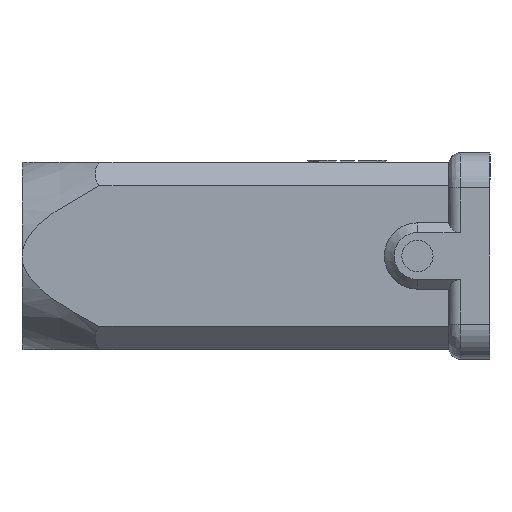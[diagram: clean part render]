
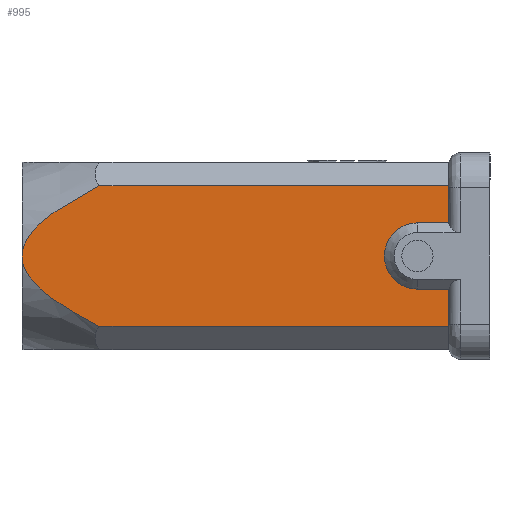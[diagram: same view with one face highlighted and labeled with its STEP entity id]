
A CAD part, left-side view. The second image highlights one B-rep face of the part: STEP entity #995.
In plain terms, the highlighted planar face has unit normal (-1, 0, 0).
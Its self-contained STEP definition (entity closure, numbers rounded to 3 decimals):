
#676=(
BOUNDED_CURVE()
B_SPLINE_CURVE(2,(#6338,#6339,#6340),.UNSPECIFIED.,.F.,.F.)
B_SPLINE_CURVE_WITH_KNOTS((3,3),(0.,1.),.UNSPECIFIED.)
CURVE()
GEOMETRIC_REPRESENTATION_ITEM()
RATIONAL_B_SPLINE_CURVE((1.165,1.165,1.035))
REPRESENTATION_ITEM('')
);
#679=(
BOUNDED_CURVE()
B_SPLINE_CURVE(2,(#6530,#6531,#6532),.UNSPECIFIED.,.F.,.F.)
B_SPLINE_CURVE_WITH_KNOTS((3,3),(0.,1.),.UNSPECIFIED.)
CURVE()
GEOMETRIC_REPRESENTATION_ITEM()
RATIONAL_B_SPLINE_CURVE((1.035,1.165,1.165))
REPRESENTATION_ITEM('')
);
#995=ADVANCED_FACE('',(#1304),#1141,.T.);
#1141=PLANE('',#4448);
#1304=FACE_OUTER_BOUND('',#1526,.T.);
#1526=EDGE_LOOP('',(#2511,#2512,#2513,#2514,#2515,#2516,#2517,#2518,#2519,
#2520));
#1596=CIRCLE('',#4414,4.25);
#1597=CIRCLE('',#4415,4.25);
#2511=ORIENTED_EDGE('',*,*,#3347,.T.);
#2512=ORIENTED_EDGE('',*,*,#3346,.T.);
#2513=ORIENTED_EDGE('',*,*,#3341,.T.);
#2514=ORIENTED_EDGE('',*,*,#3339,.T.);
#2515=ORIENTED_EDGE('',*,*,#3289,.T.);
#2516=ORIENTED_EDGE('',*,*,#3292,.T.);
#2517=ORIENTED_EDGE('',*,*,#3294,.T.);
#2518=ORIENTED_EDGE('',*,*,#3296,.T.);
#2519=ORIENTED_EDGE('',*,*,#3300,.T.);
#2520=ORIENTED_EDGE('',*,*,#3299,.T.);
#2847=VERTEX_POINT('',#6335);
#2848=VERTEX_POINT('',#6341);
#2849=VERTEX_POINT('',#6347);
#2850=VERTEX_POINT('',#6351);
#2851=VERTEX_POINT('',#6356);
#2853=VERTEX_POINT('',#6362);
#2854=VERTEX_POINT('',#6363);
#2875=VERTEX_POINT('',#6533);
#2876=VERTEX_POINT('',#6539);
#2877=VERTEX_POINT('',#6543);
#3289=EDGE_CURVE('',#2847,#2848,#676,.T.);
#3292=EDGE_CURVE('',#2848,#2849,#3669,.T.);
#3294=EDGE_CURVE('',#2849,#2850,#3671,.T.);
#3296=EDGE_CURVE('',#2850,#2851,#3672,.T.);
#3299=EDGE_CURVE('',#2853,#2854,#1596,.T.);
#3300=EDGE_CURVE('',#2851,#2853,#1597,.T.);
#3339=EDGE_CURVE('',#2875,#2847,#679,.T.);
#3341=EDGE_CURVE('',#2876,#2875,#3696,.T.);
#3346=EDGE_CURVE('',#2877,#2876,#3700,.T.);
#3347=EDGE_CURVE('',#2854,#2877,#3701,.T.);
#3669=LINE('',#6348,#4020);
#3671=LINE('',#6352,#4022);
#3672=LINE('',#6355,#4023);
#3696=LINE('',#6538,#4047);
#3700=LINE('',#6548,#4051);
#3701=LINE('',#6550,#4052);
#4020=VECTOR('',#5217,1.);
#4022=VECTOR('',#5221,1.);
#4023=VECTOR('',#5226,1.);
#4047=VECTOR('',#5314,1.);
#4051=VECTOR('',#5322,1.);
#4052=VECTOR('',#5325,1.);
#4414=AXIS2_PLACEMENT_3D('',#6361,#5231,#5232);
#4415=AXIS2_PLACEMENT_3D('',#6364,#5233,#5234);
#4448=AXIS2_PLACEMENT_3D('',#6551,#5326,#5327);
#5217=DIRECTION('',(0.,-1.,0.));
#5221=DIRECTION('',(0.,0.,1.));
#5226=DIRECTION('',(0.,1.,0.));
#5231=DIRECTION('',(1.,0.,0.));
#5232=DIRECTION('',(0.,1.,0.));
#5233=DIRECTION('',(1.,0.,0.));
#5234=DIRECTION('',(0.,0.,-1.));
#5314=DIRECTION('',(0.,1.,0.));
#5322=DIRECTION('',(0.,0.,1.));
#5325=DIRECTION('',(0.,-1.,0.));
#5326=DIRECTION('',(-1.,0.,0.));
#5327=DIRECTION('',(0.,1.,0.));
#6335=CARTESIAN_POINT('',(-12.,60.,0.));
#6338=CARTESIAN_POINT('',(-12.,60.,0.));
#6339=CARTESIAN_POINT('',(-12.,60.,-4.));
#6340=CARTESIAN_POINT('',(-12.,50.132,-9.));
#6341=CARTESIAN_POINT('',(-12.,50.132,-9.));
#6347=CARTESIAN_POINT('',(-12.,5.3,-9.));
#6348=CARTESIAN_POINT('',(-12.,50.132,-9.));
#6351=CARTESIAN_POINT('',(-12.,5.3,-4.25));
#6352=CARTESIAN_POINT('',(-12.,5.3,-9.));
#6355=CARTESIAN_POINT('',(-12.,5.3,-4.25));
#6356=CARTESIAN_POINT('',(-12.,9.3,-4.25));
#6361=CARTESIAN_POINT('',(-12.,9.3,0.));
#6362=CARTESIAN_POINT('',(-12.,13.55,0.));
#6363=CARTESIAN_POINT('',(-12.,9.3,4.25));
#6364=CARTESIAN_POINT('',(-12.,9.3,0.));
#6530=CARTESIAN_POINT('',(-12.,50.132,9.));
#6531=CARTESIAN_POINT('',(-12.,60.,4.));
#6532=CARTESIAN_POINT('',(-12.,60.,0.));
#6533=CARTESIAN_POINT('',(-12.,50.132,9.));
#6538=CARTESIAN_POINT('',(-12.,5.3,9.));
#6539=CARTESIAN_POINT('',(-12.,5.3,9.));
#6543=CARTESIAN_POINT('',(-12.,5.3,4.25));
#6548=CARTESIAN_POINT('',(-12.,5.3,4.25));
#6550=CARTESIAN_POINT('',(-12.,9.3,4.25));
#6551=CARTESIAN_POINT('',(-12.,-0.072,10.2));
